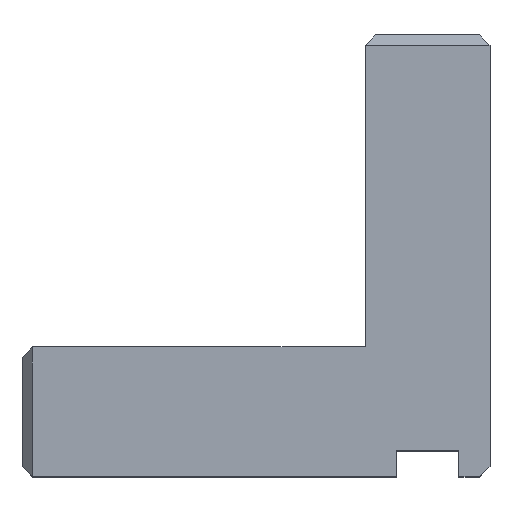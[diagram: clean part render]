
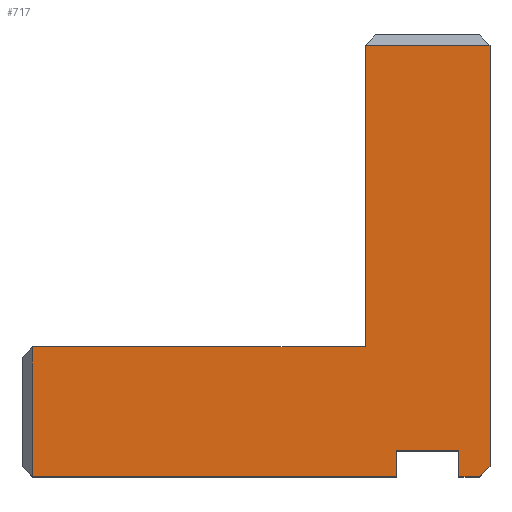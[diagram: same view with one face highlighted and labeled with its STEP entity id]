
A CAD part, top view. The second image highlights one B-rep face of the part: STEP entity #717.
In plain terms, the highlighted planar face has unit normal (0, 0, 1).
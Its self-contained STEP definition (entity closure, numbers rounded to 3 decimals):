
#3 = ORIENTED_EDGE ( 'NONE', *, *, #928, .T. ) ;
#14 = VECTOR ( 'NONE', #230, 1000. ) ;
#56 = CARTESIAN_POINT ( 'NONE',  ( 33., 41.5, 12.5 ) ) ;
#59 = EDGE_CURVE ( 'NONE', #807, #599, #458, .T. ) ;
#68 = EDGE_CURVE ( 'NONE', #1152, #757, #895, .T. ) ;
#77 = VECTOR ( 'NONE', #853, 1000. ) ;
#84 = LINE ( 'NONE', #974, #865 ) ;
#90 = VECTOR ( 'NONE', #602, 1000. ) ;
#95 = VECTOR ( 'NONE', #1236, 1000. ) ;
#129 = FACE_OUTER_BOUND ( 'NONE', #356, .T. ) ;
#156 = DIRECTION ( 'NONE',  ( 0., -1., 0. ) ) ;
#159 = ORIENTED_EDGE ( 'NONE', *, *, #254, .T. ) ;
#207 = ORIENTED_EDGE ( 'NONE', *, *, #675, .F. ) ;
#213 = CARTESIAN_POINT ( 'NONE',  ( 42., 0., 12.5 ) ) ;
#230 = DIRECTION ( 'NONE',  ( 1., 0., 0. ) ) ;
#240 = DIRECTION ( 'NONE',  ( 0., 0., -1. ) ) ;
#248 = ORIENTED_EDGE ( 'NONE', *, *, #857, .T. ) ;
#254 = EDGE_CURVE ( 'NONE', #807, #639, #1256, .T. ) ;
#265 = VERTEX_POINT ( 'NONE', #543 ) ;
#273 = VECTOR ( 'NONE', #590, 1000. ) ;
#306 = ORIENTED_EDGE ( 'NONE', *, *, #981, .T. ) ;
#328 = VECTOR ( 'NONE', #156, 1000. ) ;
#341 = ORIENTED_EDGE ( 'NONE', *, *, #1008, .F. ) ;
#356 = EDGE_LOOP ( 'NONE', ( #575, #248, #3, #424, #341, #1173, #159, #306, #207, #794, #1237 ) ) ;
#383 = CARTESIAN_POINT ( 'NONE',  ( 33., 12.5, 12.5 ) ) ;
#394 = LINE ( 'NONE', #1213, #582 ) ;
#401 = LINE ( 'NONE', #1137, #95 ) ;
#424 = ORIENTED_EDGE ( 'NONE', *, *, #847, .T. ) ;
#429 = DIRECTION ( 'NONE',  ( -1., 0., 0. ) ) ;
#455 = LINE ( 'NONE', #660, #77 ) ;
#458 = LINE ( 'NONE', #768, #1219 ) ;
#472 = CARTESIAN_POINT ( 'NONE',  ( 42., 2.5, 12.5 ) ) ;
#540 = CARTESIAN_POINT ( 'NONE',  ( 45., 1., 12.5 ) ) ;
#543 = CARTESIAN_POINT ( 'NONE',  ( 36., 2.5, 12.5 ) ) ;
#556 = CARTESIAN_POINT ( 'NONE',  ( 45., 1., 12.5 ) ) ;
#565 = EDGE_CURVE ( 'NONE', #265, #1152, #1210, .T. ) ;
#575 = ORIENTED_EDGE ( 'NONE', *, *, #1229, .T. ) ;
#582 = VECTOR ( 'NONE', #1234, 1000. ) ;
#590 = DIRECTION ( 'NONE',  ( 0., -1., 0. ) ) ;
#592 = VERTEX_POINT ( 'NONE', #885 ) ;
#599 = VERTEX_POINT ( 'NONE', #383 ) ;
#602 = DIRECTION ( 'NONE',  ( 1., 0., 0. ) ) ;
#639 = VERTEX_POINT ( 'NONE', #809 ) ;
#649 = DIRECTION ( 'NONE',  ( 0.707, 0.707, 0. ) ) ;
#660 = CARTESIAN_POINT ( 'NONE',  ( 33., 42.5, 12.5 ) ) ;
#675 = EDGE_CURVE ( 'NONE', #265, #1188, #401, .T. ) ;
#717 = ADVANCED_FACE ( 'NONE', ( #129 ), #910, .F. ) ;
#729 = DIRECTION ( 'NONE',  ( 1., 0., 0. ) ) ;
#735 = LINE ( 'NONE', #907, #1114 ) ;
#757 = VERTEX_POINT ( 'NONE', #213 ) ;
#768 = CARTESIAN_POINT ( 'NONE',  ( 0., 12.5, 12.5 ) ) ;
#794 = ORIENTED_EDGE ( 'NONE', *, *, #565, .T. ) ;
#807 = VERTEX_POINT ( 'NONE', #1171 ) ;
#809 = CARTESIAN_POINT ( 'NONE',  ( 1., 0., 12.5 ) ) ;
#847 = EDGE_CURVE ( 'NONE', #989, #1038, #84, .T. ) ;
#853 = DIRECTION ( 'NONE',  ( 0., 1., 0. ) ) ;
#857 = EDGE_CURVE ( 'NONE', #592, #858, #1064, .T. ) ;
#858 = VERTEX_POINT ( 'NONE', #540 ) ;
#865 = VECTOR ( 'NONE', #1159, 1000. ) ;
#883 = CARTESIAN_POINT ( 'NONE',  ( 42., 56.365, 12.5 ) ) ;
#885 = CARTESIAN_POINT ( 'NONE',  ( 44., 0., 12.5 ) ) ;
#895 = LINE ( 'NONE', #883, #273 ) ;
#907 = CARTESIAN_POINT ( 'NONE',  ( 0., 0., 12.5 ) ) ;
#910 = PLANE ( 'NONE',  #1201 ) ;
#928 = EDGE_CURVE ( 'NONE', #858, #989, #394, .T. ) ;
#948 = CARTESIAN_POINT ( 'NONE',  ( 45., 41.5, 12.5 ) ) ;
#974 = CARTESIAN_POINT ( 'NONE',  ( 0., 41.5, 12.5 ) ) ;
#981 = EDGE_CURVE ( 'NONE', #639, #1188, #735, .T. ) ;
#989 = VERTEX_POINT ( 'NONE', #948 ) ;
#1008 = EDGE_CURVE ( 'NONE', #599, #1038, #455, .T. ) ;
#1010 = CARTESIAN_POINT ( 'NONE',  ( 0., 0., 12.5 ) ) ;
#1022 = LINE ( 'NONE', #1010, #14 ) ;
#1038 = VERTEX_POINT ( 'NONE', #56 ) ;
#1049 = CARTESIAN_POINT ( 'NONE',  ( 1., 0., 12.5 ) ) ;
#1064 = LINE ( 'NONE', #556, #1073 ) ;
#1073 = VECTOR ( 'NONE', #649, 1000. ) ;
#1107 = CARTESIAN_POINT ( 'NONE',  ( 36., 2.5, 12.5 ) ) ;
#1114 = VECTOR ( 'NONE', #729, 1000. ) ;
#1121 = CARTESIAN_POINT ( 'NONE',  ( 36., 0., 12.5 ) ) ;
#1137 = CARTESIAN_POINT ( 'NONE',  ( 36., 56.365, 12.5 ) ) ;
#1145 = CARTESIAN_POINT ( 'NONE',  ( 0., 0., 12.5 ) ) ;
#1152 = VERTEX_POINT ( 'NONE', #472 ) ;
#1159 = DIRECTION ( 'NONE',  ( -1., 0., 0. ) ) ;
#1171 = CARTESIAN_POINT ( 'NONE',  ( 1., 12.5, 12.5 ) ) ;
#1173 = ORIENTED_EDGE ( 'NONE', *, *, #59, .F. ) ;
#1188 = VERTEX_POINT ( 'NONE', #1121 ) ;
#1201 = AXIS2_PLACEMENT_3D ( 'NONE', #1145, #240, #429 ) ;
#1210 = LINE ( 'NONE', #1107, #90 ) ;
#1213 = CARTESIAN_POINT ( 'NONE',  ( 45., 0., 12.5 ) ) ;
#1219 = VECTOR ( 'NONE', #1246, 1000. ) ;
#1229 = EDGE_CURVE ( 'NONE', #757, #592, #1022, .T. ) ;
#1234 = DIRECTION ( 'NONE',  ( 0., 1., 0. ) ) ;
#1236 = DIRECTION ( 'NONE',  ( 0., -1., 0. ) ) ;
#1237 = ORIENTED_EDGE ( 'NONE', *, *, #68, .T. ) ;
#1246 = DIRECTION ( 'NONE',  ( 1., 0., 0. ) ) ;
#1256 = LINE ( 'NONE', #1049, #328 ) ;
